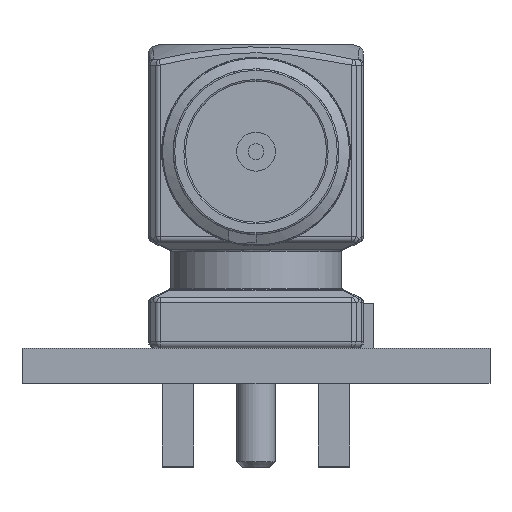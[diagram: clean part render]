
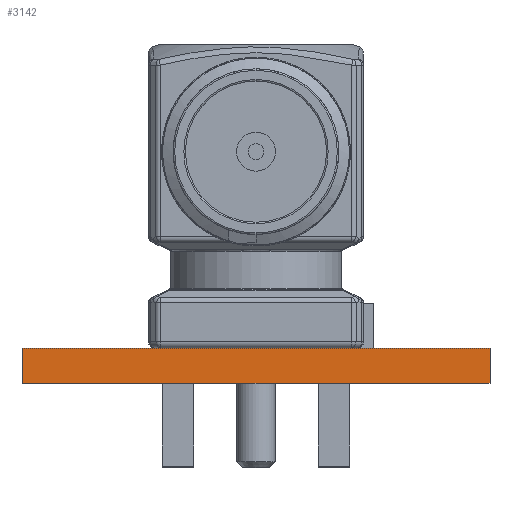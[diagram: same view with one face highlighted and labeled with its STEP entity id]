
A CAD part, front view. The second image highlights one B-rep face of the part: STEP entity #3142.
In plain terms, the highlighted planar face has unit normal (0, -1, 0).
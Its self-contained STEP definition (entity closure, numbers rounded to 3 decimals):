
#805 = VERTEX_POINT('',#806);
#806 = CARTESIAN_POINT('',(12.325,-40.925,1.175));
#823 = VERTEX_POINT('',#824);
#824 = CARTESIAN_POINT('',(-2.925,-40.925,1.175));
#830 = EDGE_CURVE('',#823,#805,#831,.T.);
#831 = LINE('',#832,#833);
#832 = CARTESIAN_POINT('',(-2.925,-40.925,1.175));
#833 = VECTOR('',#834,1.);
#834 = DIRECTION('',(1.,0.,0.));
#3116 = VERTEX_POINT('',#3117);
#3117 = CARTESIAN_POINT('',(12.325,-40.925,0.025));
#3132 = EDGE_CURVE('',#805,#3116,#3133,.T.);
#3133 = LINE('',#3134,#3135);
#3134 = CARTESIAN_POINT('',(12.325,-40.925,1.175));
#3135 = VECTOR('',#3136,1.);
#3136 = DIRECTION('',(0.,0.,-1.));
#3142 = ADVANCED_FACE('',(#3143),#3161,.F.);
#3143 = FACE_BOUND('',#3144,.T.);
#3144 = EDGE_LOOP('',(#3145,#3153,#3154,#3155));
#3145 = ORIENTED_EDGE('',*,*,#3146,.T.);
#3146 = EDGE_CURVE('',#3147,#3116,#3149,.T.);
#3147 = VERTEX_POINT('',#3148);
#3148 = CARTESIAN_POINT('',(-2.925,-40.925,0.025));
#3149 = LINE('',#3150,#3151);
#3150 = CARTESIAN_POINT('',(-2.925,-40.925,0.025));
#3151 = VECTOR('',#3152,1.);
#3152 = DIRECTION('',(1.,0.,0.));
#3153 = ORIENTED_EDGE('',*,*,#3132,.F.);
#3154 = ORIENTED_EDGE('',*,*,#830,.F.);
#3155 = ORIENTED_EDGE('',*,*,#3156,.T.);
#3156 = EDGE_CURVE('',#823,#3147,#3157,.T.);
#3157 = LINE('',#3158,#3159);
#3158 = CARTESIAN_POINT('',(-2.925,-40.925,1.175));
#3159 = VECTOR('',#3160,1.);
#3160 = DIRECTION('',(0.,0.,-1.));
#3161 = PLANE('',#3162);
#3162 = AXIS2_PLACEMENT_3D('',#3163,#3164,#3165);
#3163 = CARTESIAN_POINT('',(-2.925,-40.925,1.175));
#3164 = DIRECTION('',(0.,1.,0.));
#3165 = DIRECTION('',(-1.,0.,0.));
